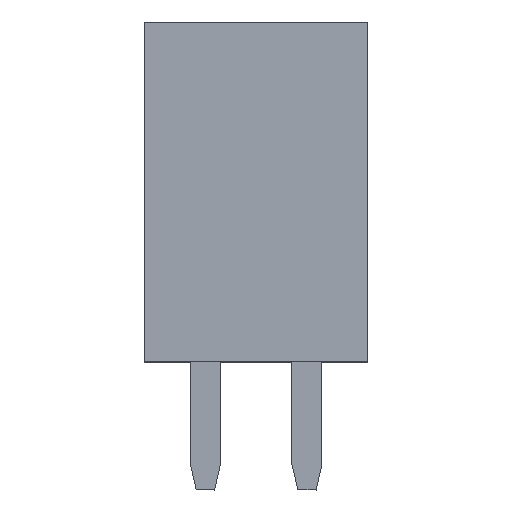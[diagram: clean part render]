
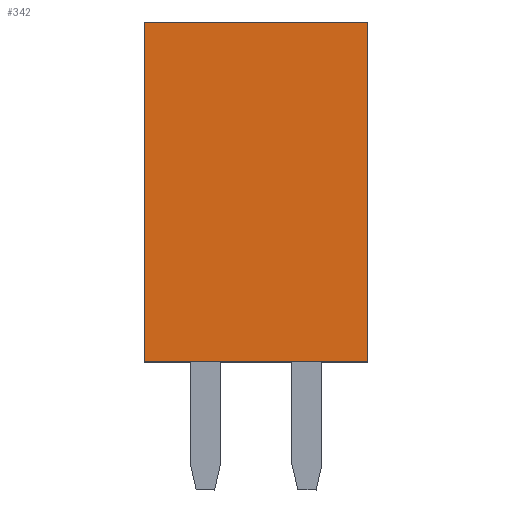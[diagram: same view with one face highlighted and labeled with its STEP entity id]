
A CAD part, top view. The second image highlights one B-rep face of the part: STEP entity #342.
In plain terms, the highlighted planar face has unit normal (0, 0, 1).
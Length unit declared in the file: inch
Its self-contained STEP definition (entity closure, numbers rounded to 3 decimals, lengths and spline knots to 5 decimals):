
#42 = DIRECTION ( 'NONE',  ( -1., 0., 0. ) ) ;
#56 = CARTESIAN_POINT ( 'NONE',  ( -0.5, 0.33465, 0. ) ) ;
#190 = LINE ( 'NONE', #1401, #685 ) ;
#342 = ADVANCED_FACE ( 'NONE', ( #3604 ), #1124, .T. ) ;
#483 = CARTESIAN_POINT ( 'NONE',  ( 0.21969, 0.33465, 0. ) ) ;
#685 = VECTOR ( 'NONE', #1413, 39.37008 ) ;
#851 = EDGE_CURVE ( 'NONE', #1073, #1975, #2380, .T. ) ;
#1073 = VERTEX_POINT ( 'NONE', #483 ) ;
#1124 = PLANE ( 'NONE',  #1206 ) ;
#1167 = DIRECTION ( 'NONE',  ( 0., 0., 1. ) ) ;
#1182 = DIRECTION ( 'NONE',  ( 1., 0., 0. ) ) ;
#1206 = AXIS2_PLACEMENT_3D ( 'NONE', #1488, #1167, #1182 ) ;
#1401 = CARTESIAN_POINT ( 'NONE',  ( -0.5, 0., 0. ) ) ;
#1413 = DIRECTION ( 'NONE',  ( 1., 0., 0. ) ) ;
#1488 = CARTESIAN_POINT ( 'NONE',  ( -0.5, 0., 0. ) ) ;
#1511 = CARTESIAN_POINT ( 'NONE',  ( 0., 0.33465, 0. ) ) ;
#1594 = LINE ( 'NONE', #3560, #2076 ) ;
#1687 = VECTOR ( 'NONE', #2587, 39.37008 ) ;
#1899 = EDGE_CURVE ( 'NONE', #3118, #2896, #190, .T. ) ;
#1936 = ORIENTED_EDGE ( 'NONE', *, *, #3246, .T. ) ;
#1975 = VERTEX_POINT ( 'NONE', #1511 ) ;
#2076 = VECTOR ( 'NONE', #3531, 39.37008 ) ;
#2380 = LINE ( 'NONE', #56, #3598 ) ;
#2496 = LINE ( 'NONE', #2560, #1687 ) ;
#2560 = CARTESIAN_POINT ( 'NONE',  ( 0.21969, 0., 0. ) ) ;
#2587 = DIRECTION ( 'NONE',  ( 0., -1., 0. ) ) ;
#2698 = EDGE_CURVE ( 'NONE', #1073, #2896, #2496, .T. ) ;
#2896 = VERTEX_POINT ( 'NONE', #3180 ) ;
#2919 = EDGE_LOOP ( 'NONE', ( #3088, #3003, #1936, #3140 ) ) ;
#3003 = ORIENTED_EDGE ( 'NONE', *, *, #851, .T. ) ;
#3088 = ORIENTED_EDGE ( 'NONE', *, *, #2698, .F. ) ;
#3118 = VERTEX_POINT ( 'NONE', #3345 ) ;
#3140 = ORIENTED_EDGE ( 'NONE', *, *, #1899, .T. ) ;
#3180 = CARTESIAN_POINT ( 'NONE',  ( 0.21969, 0., 0. ) ) ;
#3246 = EDGE_CURVE ( 'NONE', #1975, #3118, #1594, .T. ) ;
#3345 = CARTESIAN_POINT ( 'NONE',  ( 0., 0., 0. ) ) ;
#3531 = DIRECTION ( 'NONE',  ( 0., -1., 0. ) ) ;
#3560 = CARTESIAN_POINT ( 'NONE',  ( 0., 0.01969, 0. ) ) ;
#3598 = VECTOR ( 'NONE', #42, 39.37008 ) ;
#3604 = FACE_OUTER_BOUND ( 'NONE', #2919, .T. ) ;
